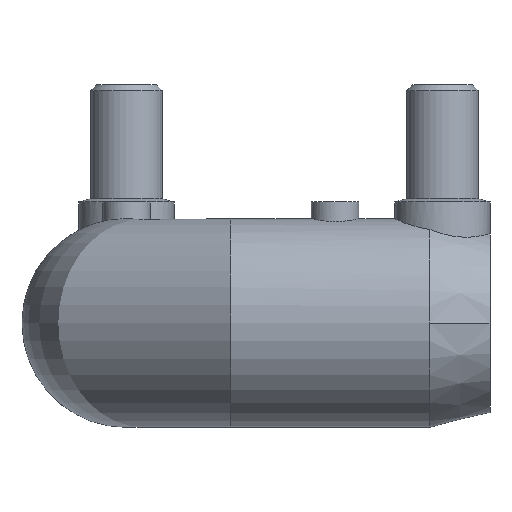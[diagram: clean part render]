
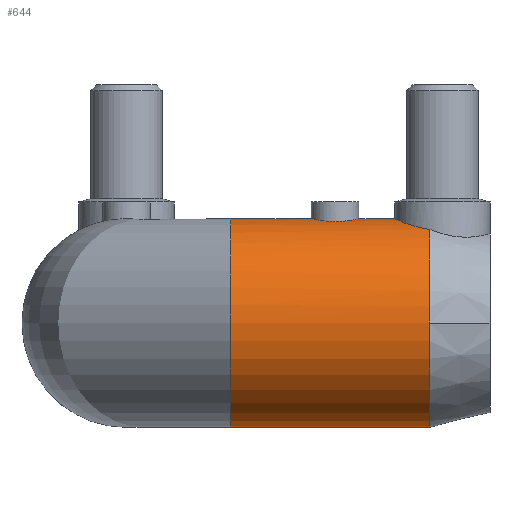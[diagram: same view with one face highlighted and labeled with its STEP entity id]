
A CAD part, left-side view. The second image highlights one B-rep face of the part: STEP entity #644.
In plain terms, the highlighted cylindrical face has radius 17.5 mm (diameter 35 mm), a full revolution.
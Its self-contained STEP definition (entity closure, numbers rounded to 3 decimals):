
#25=FACE_BOUND('',#155,.T.);
#59=CYLINDRICAL_SURFACE('',#749,17.5);
#102=FACE_OUTER_BOUND('',#154,.T.);
#154=EDGE_LOOP('',(#581,#582,#583,#584,#585,#586,#587,#588));
#155=EDGE_LOOP('',(#589));
#161=B_SPLINE_CURVE_WITH_KNOTS('',3,(#1048,#1049,#1050,#1051,#1052,#1053,
#1054,#1055,#1056,#1057,#1058,#1059,#1060,#1061,#1062,#1063,#1064,#1065,
#1066,#1067,#1068,#1069,#1070,#1071,#1072,#1073,#1074,#1075,#1076,#1077,
#1078,#1079,#1080,#1081),.UNSPECIFIED.,.T.,.F.,(4,2,2,2,2,2,2,2,2,2,2,2,
2,2,2,2,4),(0.,0.151,0.303,0.454,0.605,
0.756,0.907,1.059,1.21,1.361,
1.513,1.664,1.815,1.966,2.118,
2.269,2.42),.UNSPECIFIED.);
#167=B_SPLINE_CURVE_WITH_KNOTS('',3,(#1199,#1200,#1201,#1202,#1203,#1204,
#1205,#1206,#1207,#1208),.UNSPECIFIED.,.F.,.F.,(4,2,2,2,4),(2.656,
2.758,3.064,3.37,3.677),
 .UNSPECIFIED.);
#169=B_SPLINE_CURVE_WITH_KNOTS('',3,(#1222,#1223,#1224,#1225,#1226,#1227,
#1228,#1229,#1230,#1231),.UNSPECIFIED.,.F.,.F.,(4,2,2,2,4),(3.677,
3.983,4.289,4.595,4.698),
 .UNSPECIFIED.);
#176=CIRCLE('',#661,17.5);
#177=CIRCLE('',#662,17.5);
#214=CIRCLE('',#730,17.5);
#220=CIRCLE('',#744,17.5);
#246=LINE('',#1410,#270);
#270=VECTOR('',#956,17.5);
#271=VERTEX_POINT('',#961);
#273=VERTEX_POINT('',#964);
#274=VERTEX_POINT('',#966);
#286=VERTEX_POINT('',#1046);
#305=VERTEX_POINT('',#1183);
#309=VERTEX_POINT('',#1196);
#310=VERTEX_POINT('',#1198);
#327=EDGE_CURVE('',#273,#271,#176,.T.);
#328=EDGE_CURVE('',#274,#273,#177,.T.);
#345=EDGE_CURVE('',#286,#286,#161,.T.);
#379=EDGE_CURVE('',#310,#309,#167,.T.);
#381=EDGE_CURVE('',#309,#274,#169,.T.);
#397=EDGE_CURVE('',#271,#310,#214,.T.);
#411=EDGE_CURVE('',#305,#305,#220,.T.);
#414=EDGE_CURVE('',#305,#273,#246,.T.);
#581=ORIENTED_EDGE('',*,*,#411,.F.);
#582=ORIENTED_EDGE('',*,*,#414,.T.);
#583=ORIENTED_EDGE('',*,*,#327,.T.);
#584=ORIENTED_EDGE('',*,*,#397,.T.);
#585=ORIENTED_EDGE('',*,*,#379,.T.);
#586=ORIENTED_EDGE('',*,*,#381,.T.);
#587=ORIENTED_EDGE('',*,*,#328,.T.);
#588=ORIENTED_EDGE('',*,*,#414,.F.);
#589=ORIENTED_EDGE('',*,*,#345,.T.);
#644=ADVANCED_FACE('',(#102,#25),#59,.T.);
#661=AXIS2_PLACEMENT_3D('',#965,#756,#757);
#662=AXIS2_PLACEMENT_3D('',#967,#758,#759);
#730=AXIS2_PLACEMENT_3D('',#1265,#914,#915);
#744=AXIS2_PLACEMENT_3D('',#1404,#944,#945);
#749=AXIS2_PLACEMENT_3D('',#1409,#954,#955);
#756=DIRECTION('center_axis',(0.,1.,0.));
#757=DIRECTION('ref_axis',(-1.,0.,0.));
#758=DIRECTION('center_axis',(0.,1.,0.));
#759=DIRECTION('ref_axis',(-1.,0.,0.));
#914=DIRECTION('center_axis',(0.,1.,0.));
#915=DIRECTION('ref_axis',(-1.,0.,0.));
#944=DIRECTION('center_axis',(0.,1.,0.));
#945=DIRECTION('ref_axis',(-1.,0.,0.));
#954=DIRECTION('center_axis',(0.,1.,0.));
#955=DIRECTION('ref_axis',(-1.,0.,0.));
#956=DIRECTION('',(0.,-1.,0.));
#961=CARTESIAN_POINT('',(-17.5,-30.225,0.));
#964=CARTESIAN_POINT('',(17.5,-30.225,0.));
#965=CARTESIAN_POINT('Origin',(0.,-30.225,0.));
#966=CARTESIAN_POINT('',(7.726,-30.225,15.702));
#967=CARTESIAN_POINT('Origin',(0.,-30.225,0.));
#1046=CARTESIAN_POINT('',(4.,-14.3,17.037));
#1048=CARTESIAN_POINT('Ctrl Pts',(4.,-14.3,17.037));
#1049=CARTESIAN_POINT('Ctrl Pts',(4.,-14.804,17.037));
#1050=CARTESIAN_POINT('Ctrl Pts',(3.899,-15.341,17.061));
#1051=CARTESIAN_POINT('Ctrl Pts',(3.49,-16.326,17.15));
#1052=CARTESIAN_POINT('Ctrl Pts',(3.183,-16.774,17.212));
#1053=CARTESIAN_POINT('Ctrl Pts',(2.474,-17.483,17.328));
#1054=CARTESIAN_POINT('Ctrl Pts',(2.026,-17.79,17.389));
#1055=CARTESIAN_POINT('Ctrl Pts',(1.041,-18.199,17.476));
#1056=CARTESIAN_POINT('Ctrl Pts',(0.504,-18.3,17.5));
#1057=CARTESIAN_POINT('Ctrl Pts',(-0.504,-18.3,17.5));
#1058=CARTESIAN_POINT('Ctrl Pts',(-1.041,-18.199,17.476));
#1059=CARTESIAN_POINT('Ctrl Pts',(-2.026,-17.79,17.389));
#1060=CARTESIAN_POINT('Ctrl Pts',(-2.474,-17.483,17.328));
#1061=CARTESIAN_POINT('Ctrl Pts',(-3.183,-16.774,17.212));
#1062=CARTESIAN_POINT('Ctrl Pts',(-3.49,-16.326,17.15));
#1063=CARTESIAN_POINT('Ctrl Pts',(-3.899,-15.341,17.061));
#1064=CARTESIAN_POINT('Ctrl Pts',(-4.,-14.804,17.037));
#1065=CARTESIAN_POINT('Ctrl Pts',(-4.,-13.796,17.037));
#1066=CARTESIAN_POINT('Ctrl Pts',(-3.899,-13.259,17.061));
#1067=CARTESIAN_POINT('Ctrl Pts',(-3.49,-12.274,17.15));
#1068=CARTESIAN_POINT('Ctrl Pts',(-3.183,-11.826,17.212));
#1069=CARTESIAN_POINT('Ctrl Pts',(-2.474,-11.117,17.328));
#1070=CARTESIAN_POINT('Ctrl Pts',(-2.026,-10.81,17.389));
#1071=CARTESIAN_POINT('Ctrl Pts',(-1.041,-10.401,17.476));
#1072=CARTESIAN_POINT('Ctrl Pts',(-0.504,-10.3,17.5));
#1073=CARTESIAN_POINT('Ctrl Pts',(0.504,-10.3,17.5));
#1074=CARTESIAN_POINT('Ctrl Pts',(1.041,-10.401,17.476));
#1075=CARTESIAN_POINT('Ctrl Pts',(2.026,-10.81,17.389));
#1076=CARTESIAN_POINT('Ctrl Pts',(2.474,-11.117,17.328));
#1077=CARTESIAN_POINT('Ctrl Pts',(3.183,-11.826,17.212));
#1078=CARTESIAN_POINT('Ctrl Pts',(3.49,-12.274,17.15));
#1079=CARTESIAN_POINT('Ctrl Pts',(3.899,-13.259,17.061));
#1080=CARTESIAN_POINT('Ctrl Pts',(4.,-13.796,17.037));
#1081=CARTESIAN_POINT('Ctrl Pts',(4.,-14.3,17.037));
#1183=CARTESIAN_POINT('',(17.5,3.2,0.));
#1196=CARTESIAN_POINT('',(0.,-24.3,17.5));
#1198=CARTESIAN_POINT('',(-7.726,-30.225,15.702));
#1199=CARTESIAN_POINT('Ctrl Pts',(-7.726,-30.225,15.702));
#1200=CARTESIAN_POINT('Ctrl Pts',(-7.634,-29.882,15.747));
#1201=CARTESIAN_POINT('Ctrl Pts',(-7.519,-29.545,15.803));
#1202=CARTESIAN_POINT('Ctrl Pts',(-6.972,-28.235,16.058));
#1203=CARTESIAN_POINT('Ctrl Pts',(-6.359,-27.346,16.32));
#1204=CARTESIAN_POINT('Ctrl Pts',(-4.956,-25.942,16.8));
#1205=CARTESIAN_POINT('Ctrl Pts',(-4.066,-25.328,17.05));
#1206=CARTESIAN_POINT('Ctrl Pts',(-2.099,-24.507,17.402));
#1207=CARTESIAN_POINT('Ctrl Pts',(-1.02,-24.3,17.5));
#1208=CARTESIAN_POINT('Ctrl Pts',(0.,-24.3,17.5));
#1222=CARTESIAN_POINT('Ctrl Pts',(0.,-24.3,17.5));
#1223=CARTESIAN_POINT('Ctrl Pts',(1.02,-24.3,17.5));
#1224=CARTESIAN_POINT('Ctrl Pts',(2.099,-24.507,17.402));
#1225=CARTESIAN_POINT('Ctrl Pts',(4.066,-25.328,17.05));
#1226=CARTESIAN_POINT('Ctrl Pts',(4.956,-25.942,16.8));
#1227=CARTESIAN_POINT('Ctrl Pts',(6.359,-27.346,16.32));
#1228=CARTESIAN_POINT('Ctrl Pts',(6.972,-28.235,16.058));
#1229=CARTESIAN_POINT('Ctrl Pts',(7.519,-29.545,15.803));
#1230=CARTESIAN_POINT('Ctrl Pts',(7.634,-29.882,15.747));
#1231=CARTESIAN_POINT('Ctrl Pts',(7.726,-30.225,15.702));
#1265=CARTESIAN_POINT('Origin',(0.,-30.225,0.));
#1404=CARTESIAN_POINT('Origin',(0.,3.2,0.));
#1409=CARTESIAN_POINT('Origin',(0.,-40.3,0.));
#1410=CARTESIAN_POINT('',(17.5,-40.3,0.));
